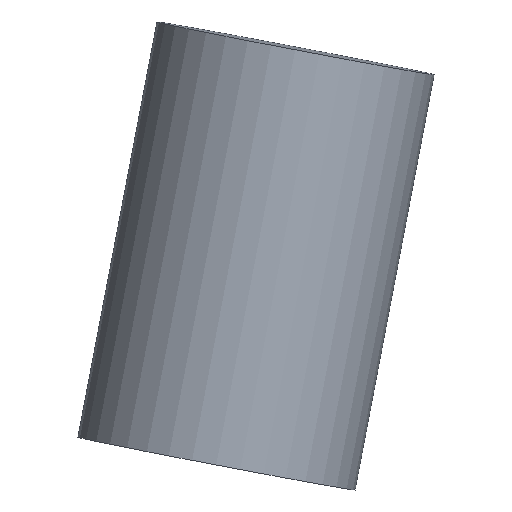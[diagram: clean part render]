
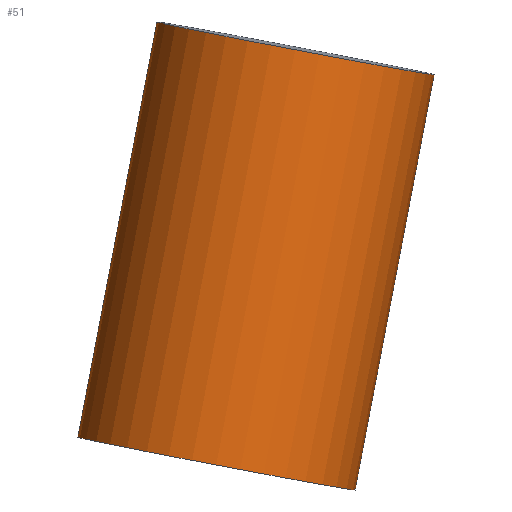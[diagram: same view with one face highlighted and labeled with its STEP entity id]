
A CAD part, front view. The second image highlights one B-rep face of the part: STEP entity #51.
In plain terms, the highlighted cylindrical face has radius 5.856 mm (diameter 11.712 mm), a partial arc.
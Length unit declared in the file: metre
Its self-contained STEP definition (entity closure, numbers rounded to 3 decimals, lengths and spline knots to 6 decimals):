
#51=ADVANCED_FACE('0:2680',(#57),#58,.T.);
#57=FACE_OUTER_BOUND('',#66,.T.);
#58=CYLINDRICAL_SURFACE('',#67,0.005856);
#66=EDGE_LOOP('',(#75,#76,#77,#78));
#67=AXIS2_PLACEMENT_3D('',#79,#80,#81);
#75=ORIENTED_EDGE('',*,*,#100,.F.);
#76=ORIENTED_EDGE('',*,*,#101,.F.);
#77=ORIENTED_EDGE('',*,*,#102,.F.);
#78=ORIENTED_EDGE('',*,*,#103,.T.);
#79=CARTESIAN_POINT('',(-0.020909,-0.034351,-0.892968));
#80=DIRECTION('',(0.187,-0.01,0.982));
#81=DIRECTION('',(-0.982,0.0,0.187));
#100=EDGE_CURVE('',#106,#107,#108,.T.);
#101=EDGE_CURVE('0:2692',#109,#106,#110,.T.);
#102=EDGE_CURVE('',#111,#109,#112,.T.);
#103=EDGE_CURVE('0:2689',#111,#107,#113,.T.);
#106=VERTEX_POINT('',#116);
#107=VERTEX_POINT('',#117);
#108=LINE('',#118,#119);
#109=VERTEX_POINT('',#120);
#110=CIRCLE('',#121,0.005856);
#111=VERTEX_POINT('',#122);
#112=LINE('',#123,#124);
#113=CIRCLE('',#125,0.005856);
#116=CARTESIAN_POINT('',(-0.026661,-0.034351,-0.891874));
#117=CARTESIAN_POINT('',(-0.023383,-0.034528,-0.874644));
#118=CARTESIAN_POINT('',(-0.026661,-0.034351,-0.891874));
#119=VECTOR('',#128,1.0);
#120=CARTESIAN_POINT('',(-0.015156,-0.034351,-0.894063));
#121=AXIS2_PLACEMENT_3D('',#129,#130,#131);
#122=CARTESIAN_POINT('',(-0.011877,-0.034528,-0.876833));
#123=CARTESIAN_POINT('',(-0.015156,-0.034351,-0.894063));
#124=VECTOR('',#132,1.0);
#125=AXIS2_PLACEMENT_3D('',#133,#134,#135);
#128=DIRECTION('',(0.187,-0.01,0.982));
#129=CARTESIAN_POINT('',(-0.020909,-0.034351,-0.892968));
#130=DIRECTION('',(-0.187,0.01,-0.982));
#131=DIRECTION('',(-0.982,0.,0.187));
#132=DIRECTION('',(-0.187,0.01,-0.982));
#133=CARTESIAN_POINT('',(-0.01763,-0.034528,-0.875738));
#134=DIRECTION('',(-0.187,0.01,-0.982));
#135=DIRECTION('',(-0.982,0.,0.187));
